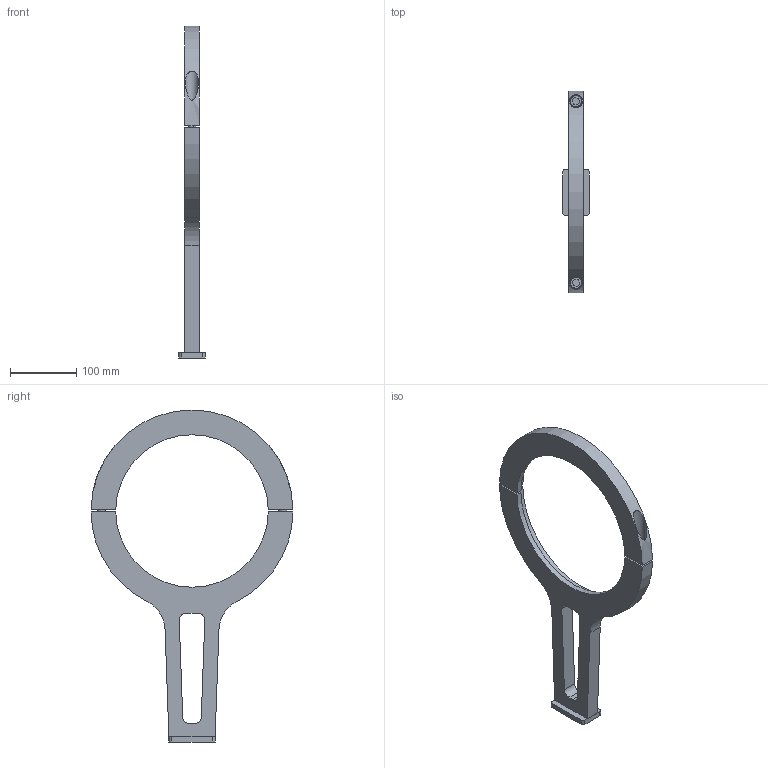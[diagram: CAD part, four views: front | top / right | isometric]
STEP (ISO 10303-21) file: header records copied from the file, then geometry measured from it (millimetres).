
FILE_DESCRIPTION (( 'STEP AP214' ), '1' );
FILE_NAME ('P8212.STEP', '2021-08-18T11:13:05', ( '' ), ( '' ), 'SwSTEP 2.0', 'SolidWorks 2019', '' );
FILE_SCHEMA (( 'AUTOMOTIVE_DESIGN' ));
Length unit declared in the file: millimetre
Products named in the file (1): P8212
Bounding box: 40 x 305.99 x 503 mm (x, y, z)
Volume: 806093.1 mm3; surface area: 159153.3 mm2
Topology: 5 solids, 5 shells, 108 faces, 260 edges, 164 vertices
Faces by surface type: cylinder 45, plane 43, cone 16, torus 4
Entity records: 4607 total; most frequent: CARTESIAN_POINT 768, DIRECTION 564, ORIENTED_EDGE 504, EDGE_CURVE 252, AXIS2_PLACEMENT_3D 211, VERTEX_POINT 164, VECTOR 142, LINE 142
